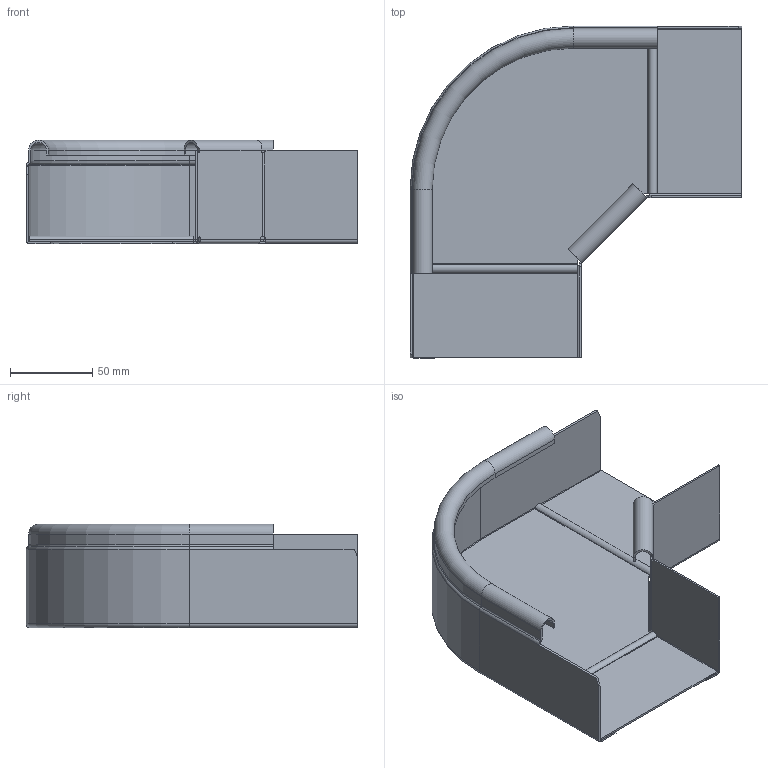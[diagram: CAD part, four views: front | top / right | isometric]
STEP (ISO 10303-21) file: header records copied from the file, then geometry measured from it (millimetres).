
FILE_DESCRIPTION (( 'STEP AP214' ), '1' );
FILE_NAME ('6041200.stp', '2024-05-02T15:34:53', ( '' ), ( '' ), 'SwSTEP 2.0', 'SolidWorks 2022', '' );
FILE_SCHEMA (( 'AUTOMOTIVE_DESIGN' ));
Length unit declared in the file: millimetre
Products named in the file (4): 033200_Bodenblech_100; 033219_Innenholm60; 033542_Aussenholm_610; 6041200
Assembly tree (3 placements, depth 2):
  6041200
    033200_Bodenblech_100
    033219_Innenholm60
    033542_Aussenholm_610
Bounding box: 202.33 x 202.33 x 63 mm (x, y, z)
Volume: 88933 mm3; surface area: 145069.6 mm2
Topology: 3 solids, 3 shells, 178 faces, 413 edges, 241 vertices
Faces by surface type: plane 102, cylinder 58, bspline 10, torus 8
Full cylindrical faces by diameter (mm): 6.2 x2
Entity records: 5120 total; most frequent: CARTESIAN_POINT 984, DIRECTION 838, ORIENTED_EDGE 820, EDGE_CURVE 410, AXIS2_PLACEMENT_3D 290, VECTOR 258, LINE 258, VERTEX_POINT 240
